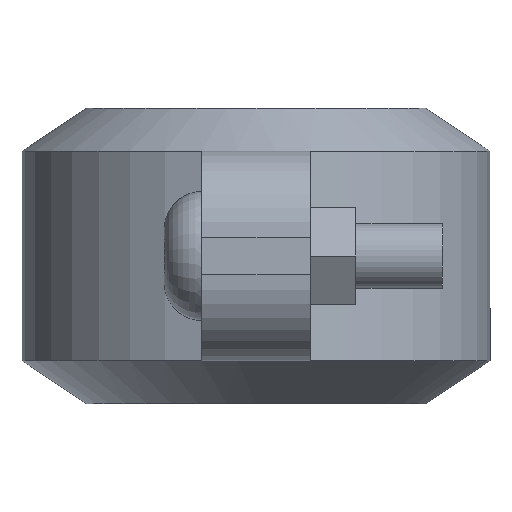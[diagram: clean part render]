
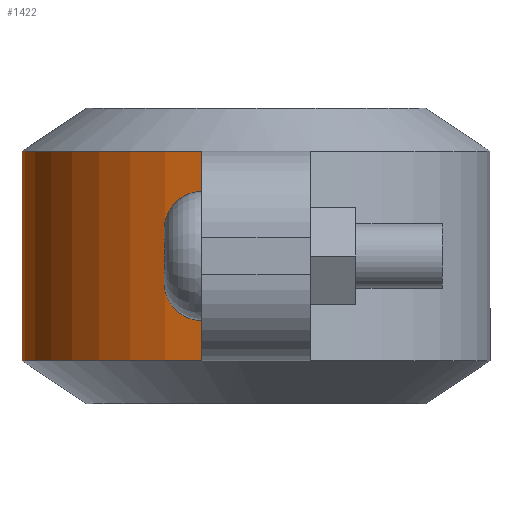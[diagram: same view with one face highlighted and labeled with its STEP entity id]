
A CAD part, left-side view. The second image highlights one B-rep face of the part: STEP entity #1422.
In plain terms, the highlighted cylindrical face has radius 34.544 mm (diameter 69.088 mm), a partial arc.
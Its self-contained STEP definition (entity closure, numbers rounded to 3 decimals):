
#11 = CIRCLE ( 'NONE', #114, 34.544 ) ;
#19 = DIRECTION ( 'NONE',  ( 0., 0., 1. ) ) ;
#52 = DIRECTION ( 'NONE',  ( 0., 0., 1. ) ) ;
#55 = EDGE_CURVE ( 'NONE', #176, #1093, #710, .T. ) ;
#114 = AXIS2_PLACEMENT_3D ( 'NONE', #1044, #1308, #279 ) ;
#153 = CARTESIAN_POINT ( 'NONE',  ( 0., 0., -15.494 ) ) ;
#176 = VERTEX_POINT ( 'NONE', #1508 ) ;
#187 = DIRECTION ( 'NONE',  ( 0., 0., 1. ) ) ;
#188 = DIRECTION ( 'NONE',  ( 0., 0., 1. ) ) ;
#208 = CIRCLE ( 'NONE', #419, 34.544 ) ;
#222 = CARTESIAN_POINT ( 'NONE',  ( -33.604, 8.005, 15.494 ) ) ;
#274 = CARTESIAN_POINT ( 'NONE',  ( 33.604, 8.005, -15.494 ) ) ;
#279 = DIRECTION ( 'NONE',  ( 0., -1., 0. ) ) ;
#340 = CARTESIAN_POINT ( 'NONE',  ( 0., 0., 0. ) ) ;
#347 = ORIENTED_EDGE ( 'NONE', *, *, #914, .F. ) ;
#385 = EDGE_CURVE ( 'NONE', #1309, #1433, #11, .T. ) ;
#419 = AXIS2_PLACEMENT_3D ( 'NONE', #955, #188, #1090 ) ;
#470 = FACE_OUTER_BOUND ( 'NONE', #895, .T. ) ;
#532 = CARTESIAN_POINT ( 'NONE',  ( 0., 34.544, 15.494 ) ) ;
#568 = CARTESIAN_POINT ( 'NONE',  ( 33.604, 8.005, -15.494 ) ) ;
#696 = DIRECTION ( 'NONE',  ( 0., 0., 1. ) ) ;
#710 = LINE ( 'NONE', #1322, #774 ) ;
#774 = VECTOR ( 'NONE', #696, 1000. ) ;
#777 = DIRECTION ( 'NONE',  ( 0., -1., 0. ) ) ;
#778 = ORIENTED_EDGE ( 'NONE', *, *, #1384, .F. ) ;
#837 = CIRCLE ( 'NONE', #1065, 34.544 ) ;
#895 = EDGE_LOOP ( 'NONE', ( #778, #1604, #1082, #1528, #1498, #347 ) ) ;
#914 = EDGE_CURVE ( 'NONE', #1519, #1269, #1440, .T. ) ;
#934 = DIRECTION ( 'NONE',  ( 0., -1., 0. ) ) ;
#955 = CARTESIAN_POINT ( 'NONE',  ( 0., 0., 15.494 ) ) ;
#981 = CARTESIAN_POINT ( 'NONE',  ( 33.604, 8.005, 15.494 ) ) ;
#1005 = EDGE_CURVE ( 'NONE', #1269, #1093, #208, .T. ) ;
#1044 = CARTESIAN_POINT ( 'NONE',  ( 0., 0., -15.494 ) ) ;
#1065 = AXIS2_PLACEMENT_3D ( 'NONE', #153, #19, #777 ) ;
#1082 = ORIENTED_EDGE ( 'NONE', *, *, #1226, .T. ) ;
#1089 = AXIS2_PLACEMENT_3D ( 'NONE', #340, #187, #1610 ) ;
#1090 = DIRECTION ( 'NONE',  ( 0., -1., 0. ) ) ;
#1092 = VECTOR ( 'NONE', #52, 1000. ) ;
#1093 = VERTEX_POINT ( 'NONE', #222 ) ;
#1114 = CARTESIAN_POINT ( 'NONE',  ( 0., 34.544, -15.494 ) ) ;
#1115 = LINE ( 'NONE', #568, #1092 ) ;
#1226 = EDGE_CURVE ( 'NONE', #1433, #176, #837, .T. ) ;
#1269 = VERTEX_POINT ( 'NONE', #532 ) ;
#1297 = DIRECTION ( 'NONE',  ( 0., 0., 1. ) ) ;
#1308 = DIRECTION ( 'NONE',  ( 0., 0., 1. ) ) ;
#1309 = VERTEX_POINT ( 'NONE', #274 ) ;
#1322 = CARTESIAN_POINT ( 'NONE',  ( -33.604, 8.005, -15.494 ) ) ;
#1325 = AXIS2_PLACEMENT_3D ( 'NONE', #1544, #1297, #934 ) ;
#1384 = EDGE_CURVE ( 'NONE', #1309, #1519, #1115, .T. ) ;
#1387 = CYLINDRICAL_SURFACE ( 'NONE', #1089, 34.544 ) ;
#1422 = ADVANCED_FACE ( 'NONE', ( #470 ), #1387, .T. ) ;
#1433 = VERTEX_POINT ( 'NONE', #1114 ) ;
#1440 = CIRCLE ( 'NONE', #1325, 34.544 ) ;
#1498 = ORIENTED_EDGE ( 'NONE', *, *, #1005, .F. ) ;
#1508 = CARTESIAN_POINT ( 'NONE',  ( -33.604, 8.005, -15.494 ) ) ;
#1519 = VERTEX_POINT ( 'NONE', #981 ) ;
#1528 = ORIENTED_EDGE ( 'NONE', *, *, #55, .T. ) ;
#1544 = CARTESIAN_POINT ( 'NONE',  ( 0., 0., 15.494 ) ) ;
#1604 = ORIENTED_EDGE ( 'NONE', *, *, #385, .T. ) ;
#1610 = DIRECTION ( 'NONE',  ( 0., -1., 0. ) ) ;
